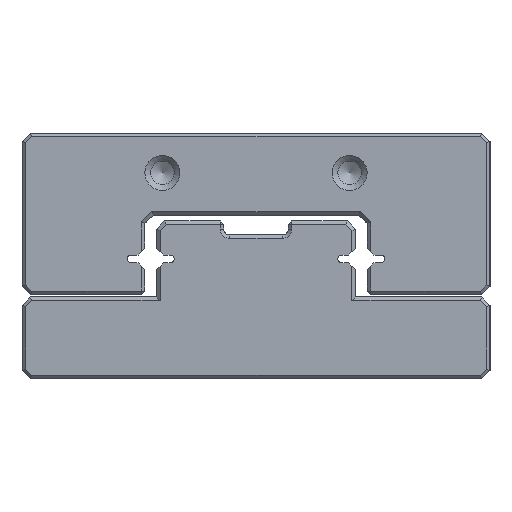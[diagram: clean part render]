
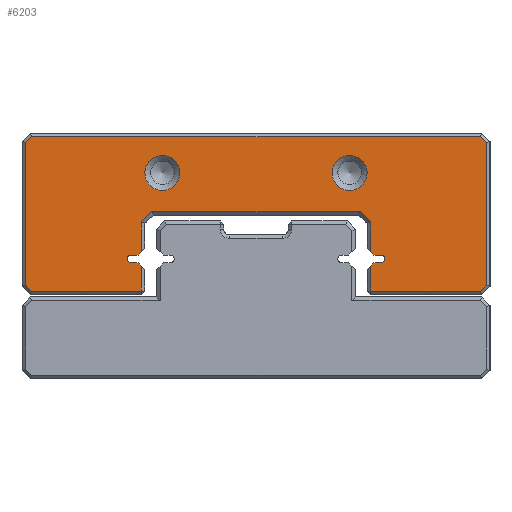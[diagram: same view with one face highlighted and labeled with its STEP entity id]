
A CAD part, left-side view. The second image highlights one B-rep face of the part: STEP entity #6203.
In plain terms, the highlighted planar face has unit normal (-1, 0, 0).
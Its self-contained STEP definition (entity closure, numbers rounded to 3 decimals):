
#5152=FACE_BOUND('',#9634,.T.);
#5153=FACE_BOUND('',#9635,.T.);
#5154=FACE_BOUND('',#9636,.T.);
#5710=CIRCLE('',#26698,0.333);
#5729=CIRCLE('',#26725,0.333);
#5733=CIRCLE('',#26735,1.5);
#5734=CIRCLE('',#26736,1.5);
#6203=ADVANCED_FACE('',(#5152,#5153,#5154),#7413,.T.);
#7413=PLANE('',#26737);
#9634=EDGE_LOOP('',(#12651,#12652,#12653,#12654,#12655,#12656,#12657,#12658,
#12659,#12660,#12661,#12662,#12663,#12664,#12665,#12666,#12667,#12668,#12669,
#12670,#12671,#12672,#12673,#12674,#12675,#12676));
#9635=EDGE_LOOP('',(#12677));
#9636=EDGE_LOOP('',(#12678));
#12651=ORIENTED_EDGE('',*,*,#19933,.F.);
#12652=ORIENTED_EDGE('',*,*,#19974,.T.);
#12653=ORIENTED_EDGE('',*,*,#19975,.T.);
#12654=ORIENTED_EDGE('',*,*,#19976,.T.);
#12655=ORIENTED_EDGE('',*,*,#19977,.T.);
#12656=ORIENTED_EDGE('',*,*,#19978,.T.);
#12657=ORIENTED_EDGE('',*,*,#19886,.F.);
#12658=ORIENTED_EDGE('',*,*,#19880,.F.);
#12659=ORIENTED_EDGE('',*,*,#19877,.F.);
#12660=ORIENTED_EDGE('',*,*,#19874,.F.);
#12661=ORIENTED_EDGE('',*,*,#19872,.F.);
#12662=ORIENTED_EDGE('',*,*,#19979,.T.);
#12663=ORIENTED_EDGE('',*,*,#19980,.T.);
#12664=ORIENTED_EDGE('',*,*,#19981,.T.);
#12665=ORIENTED_EDGE('',*,*,#19982,.T.);
#12666=ORIENTED_EDGE('',*,*,#19983,.T.);
#12667=ORIENTED_EDGE('',*,*,#19984,.T.);
#12668=ORIENTED_EDGE('',*,*,#19985,.T.);
#12669=ORIENTED_EDGE('',*,*,#19986,.T.);
#12670=ORIENTED_EDGE('',*,*,#19987,.T.);
#12671=ORIENTED_EDGE('',*,*,#19988,.T.);
#12672=ORIENTED_EDGE('',*,*,#19989,.T.);
#12673=ORIENTED_EDGE('',*,*,#19947,.F.);
#12674=ORIENTED_EDGE('',*,*,#19941,.F.);
#12675=ORIENTED_EDGE('',*,*,#19938,.F.);
#12676=ORIENTED_EDGE('',*,*,#19935,.F.);
#12677=ORIENTED_EDGE('',*,*,#19990,.T.);
#12678=ORIENTED_EDGE('',*,*,#19991,.T.);
#17646=VERTEX_POINT('',#35734);
#17647=VERTEX_POINT('',#35736);
#17648=VERTEX_POINT('',#35740);
#17650=VERTEX_POINT('',#35746);
#17652=VERTEX_POINT('',#35752);
#17657=VERTEX_POINT('',#35764);
#17701=VERTEX_POINT('',#35858);
#17702=VERTEX_POINT('',#35860);
#17703=VERTEX_POINT('',#35864);
#17705=VERTEX_POINT('',#35870);
#17707=VERTEX_POINT('',#35876);
#17712=VERTEX_POINT('',#35888);
#17735=VERTEX_POINT('',#35942);
#17736=VERTEX_POINT('',#35944);
#17737=VERTEX_POINT('',#35946);
#17738=VERTEX_POINT('',#35948);
#17739=VERTEX_POINT('',#35951);
#17740=VERTEX_POINT('',#35953);
#17741=VERTEX_POINT('',#35955);
#17742=VERTEX_POINT('',#35957);
#17743=VERTEX_POINT('',#35959);
#17744=VERTEX_POINT('',#35961);
#17745=VERTEX_POINT('',#35963);
#17746=VERTEX_POINT('',#35965);
#17747=VERTEX_POINT('',#35967);
#17748=VERTEX_POINT('',#35969);
#17749=VERTEX_POINT('',#35972);
#17750=VERTEX_POINT('',#35974);
#19872=EDGE_CURVE('',#17646,#17647,#22496,.T.);
#19874=EDGE_CURVE('',#17647,#17648,#22498,.T.);
#19877=EDGE_CURVE('',#17648,#17650,#5710,.T.);
#19880=EDGE_CURVE('',#17650,#17652,#22502,.T.);
#19886=EDGE_CURVE('',#17652,#17657,#22508,.T.);
#19933=EDGE_CURVE('',#17701,#17702,#22538,.T.);
#19935=EDGE_CURVE('',#17702,#17703,#22540,.T.);
#19938=EDGE_CURVE('',#17703,#17705,#5729,.T.);
#19941=EDGE_CURVE('',#17705,#17707,#22544,.T.);
#19947=EDGE_CURVE('',#17707,#17712,#22550,.T.);
#19974=EDGE_CURVE('',#17701,#17735,#22575,.T.);
#19975=EDGE_CURVE('',#17735,#17736,#22576,.T.);
#19976=EDGE_CURVE('',#17736,#17737,#22577,.T.);
#19977=EDGE_CURVE('',#17737,#17738,#22578,.T.);
#19978=EDGE_CURVE('',#17738,#17657,#22579,.T.);
#19979=EDGE_CURVE('',#17646,#17739,#22580,.T.);
#19980=EDGE_CURVE('',#17739,#17740,#22581,.T.);
#19981=EDGE_CURVE('',#17740,#17741,#22582,.T.);
#19982=EDGE_CURVE('',#17741,#17742,#22583,.T.);
#19983=EDGE_CURVE('',#17742,#17743,#22584,.T.);
#19984=EDGE_CURVE('',#17743,#17744,#22585,.T.);
#19985=EDGE_CURVE('',#17744,#17745,#22586,.T.);
#19986=EDGE_CURVE('',#17745,#17746,#22587,.T.);
#19987=EDGE_CURVE('',#17746,#17747,#22588,.T.);
#19988=EDGE_CURVE('',#17747,#17748,#22589,.T.);
#19989=EDGE_CURVE('',#17748,#17712,#22590,.T.);
#19990=EDGE_CURVE('',#17749,#17749,#5733,.T.);
#19991=EDGE_CURVE('',#17750,#17750,#5734,.T.);
#22496=LINE('',#35735,#24744);
#22498=LINE('',#35739,#24746);
#22502=LINE('',#35751,#24750);
#22508=LINE('',#35763,#24756);
#22538=LINE('',#35859,#24786);
#22540=LINE('',#35863,#24788);
#22544=LINE('',#35875,#24792);
#22550=LINE('',#35887,#24798);
#22575=LINE('',#35941,#24823);
#22576=LINE('',#35943,#24824);
#22577=LINE('',#35945,#24825);
#22578=LINE('',#35947,#24826);
#22579=LINE('',#35949,#24827);
#22580=LINE('',#35950,#24828);
#22581=LINE('',#35952,#24829);
#22582=LINE('',#35954,#24830);
#22583=LINE('',#35956,#24831);
#22584=LINE('',#35958,#24832);
#22585=LINE('',#35960,#24833);
#22586=LINE('',#35962,#24834);
#22587=LINE('',#35964,#24835);
#22588=LINE('',#35966,#24836);
#22589=LINE('',#35968,#24837);
#22590=LINE('',#35970,#24838);
#24744=VECTOR('',#29470,1.);
#24746=VECTOR('',#29474,1.);
#24750=VECTOR('',#29486,1.);
#24756=VECTOR('',#29494,1.);
#24786=VECTOR('',#29566,1.);
#24788=VECTOR('',#29570,1.);
#24792=VECTOR('',#29582,1.);
#24798=VECTOR('',#29590,1.);
#24823=VECTOR('',#29627,1.);
#24824=VECTOR('',#29628,1.);
#24825=VECTOR('',#29629,1.);
#24826=VECTOR('',#29630,1.);
#24827=VECTOR('',#29631,1.);
#24828=VECTOR('',#29632,1.);
#24829=VECTOR('',#29633,1.);
#24830=VECTOR('',#29634,1.);
#24831=VECTOR('',#29635,1.);
#24832=VECTOR('',#29636,1.);
#24833=VECTOR('',#29637,1.);
#24834=VECTOR('',#29638,1.);
#24835=VECTOR('',#29639,1.);
#24836=VECTOR('',#29640,1.);
#24837=VECTOR('',#29641,1.);
#24838=VECTOR('',#29642,1.);
#26698=AXIS2_PLACEMENT_3D('',#35745,#29479,#29480);
#26725=AXIS2_PLACEMENT_3D('',#35869,#29575,#29576);
#26735=AXIS2_PLACEMENT_3D('',#35971,#29643,#29644);
#26736=AXIS2_PLACEMENT_3D('',#35973,#29645,#29646);
#26737=AXIS2_PLACEMENT_3D('',#35975,#29647,#29648);
#29470=DIRECTION('',(0.,-0.707,0.707));
#29474=DIRECTION('',(0.,-1.,0.));
#29479=DIRECTION('',(-1.,0.,0.));
#29480=DIRECTION('',(0.,0.,-1.));
#29486=DIRECTION('',(0.,1.,0.));
#29494=DIRECTION('',(0.,0.707,0.707));
#29566=DIRECTION('',(0.,0.707,-0.707));
#29570=DIRECTION('',(0.,1.,0.));
#29575=DIRECTION('',(-1.,0.,0.));
#29576=DIRECTION('',(0.,0.,1.));
#29582=DIRECTION('',(0.,-1.,0.));
#29590=DIRECTION('',(0.,-0.707,-0.707));
#29627=DIRECTION('',(0.,0.,1.));
#29628=DIRECTION('',(0.,-0.707,0.707));
#29629=DIRECTION('',(0.,-1.,0.));
#29630=DIRECTION('',(0.,-0.707,-0.707));
#29631=DIRECTION('',(0.,0.,-1.));
#29632=DIRECTION('',(0.,0.,-1.));
#29633=DIRECTION('',(0.,-1.,0.));
#29634=DIRECTION('',(0.,-0.707,0.707));
#29635=DIRECTION('',(0.,0.,1.));
#29636=DIRECTION('',(0.,0.707,0.707));
#29637=DIRECTION('',(0.,1.,0.));
#29638=DIRECTION('',(0.,0.707,-0.707));
#29639=DIRECTION('',(0.,0.,-1.));
#29640=DIRECTION('',(0.,-0.707,-0.707));
#29641=DIRECTION('',(0.,-1.,0.));
#29642=DIRECTION('',(0.,0.,1.));
#29643=DIRECTION('',(1.,0.,0.));
#29644=DIRECTION('',(0.,0.,-1.));
#29645=DIRECTION('',(1.,0.,0.));
#29646=DIRECTION('',(0.,0.,-1.));
#29647=DIRECTION('',(-1.,0.,0.));
#29648=DIRECTION('',(0.,0.,-1.));
#35734=CARTESIAN_POINT('',(80.,10.2,9.636));
#35735=CARTESIAN_POINT('',(80.,10.5,9.336));
#35736=CARTESIAN_POINT('',(80.,9.919,9.917));
#35739=CARTESIAN_POINT('',(80.,9.919,9.917));
#35740=CARTESIAN_POINT('',(80.,9.333,9.917));
#35745=CARTESIAN_POINT('',(80.,9.333,10.25));
#35746=CARTESIAN_POINT('',(80.,9.333,10.583));
#35751=CARTESIAN_POINT('',(80.,9.333,10.583));
#35752=CARTESIAN_POINT('',(80.,9.919,10.583));
#35763=CARTESIAN_POINT('',(80.,9.919,10.583));
#35764=CARTESIAN_POINT('',(80.,10.2,10.864));
#35858=CARTESIAN_POINT('',(80.,29.8,10.864));
#35859=CARTESIAN_POINT('',(80.,29.5,11.164));
#35860=CARTESIAN_POINT('',(80.,30.081,10.583));
#35863=CARTESIAN_POINT('',(80.,30.081,10.583));
#35864=CARTESIAN_POINT('',(80.,30.667,10.583));
#35869=CARTESIAN_POINT('',(80.,30.667,10.25));
#35870=CARTESIAN_POINT('',(80.,30.667,9.917));
#35875=CARTESIAN_POINT('',(80.,30.667,9.917));
#35876=CARTESIAN_POINT('',(80.,30.081,9.917));
#35887=CARTESIAN_POINT('',(80.,30.081,9.917));
#35888=CARTESIAN_POINT('',(80.,29.8,9.636));
#35941=CARTESIAN_POINT('',(80.,29.8,13.3));
#35942=CARTESIAN_POINT('',(80.,29.8,13.424));
#35943=CARTESIAN_POINT('',(80.,29.012,14.212));
#35944=CARTESIAN_POINT('',(80.,28.924,14.3));
#35945=CARTESIAN_POINT('',(80.,11.2,14.3));
#35946=CARTESIAN_POINT('',(80.,11.076,14.3));
#35947=CARTESIAN_POINT('',(80.,10.288,13.512));
#35948=CARTESIAN_POINT('',(80.,10.2,13.424));
#35949=CARTESIAN_POINT('',(80.,10.2,11.164));
#35950=CARTESIAN_POINT('',(80.,10.2,7.2));
#35951=CARTESIAN_POINT('',(80.,10.2,7.5));
#35952=CARTESIAN_POINT('',(80.,0.7,7.5));
#35953=CARTESIAN_POINT('',(80.,0.824,7.5));
#35954=CARTESIAN_POINT('',(80.,3.704,4.62));
#35955=CARTESIAN_POINT('',(80.,0.3,8.024));
#35956=CARTESIAN_POINT('',(80.,0.3,20.3));
#35957=CARTESIAN_POINT('',(80.,0.3,20.176));
#35958=CARTESIAN_POINT('',(80.,-0.146,19.73));
#35959=CARTESIAN_POINT('',(80.,0.824,20.7));
#35960=CARTESIAN_POINT('',(80.,39.3,20.7));
#35961=CARTESIAN_POINT('',(80.,39.176,20.7));
#35962=CARTESIAN_POINT('',(80.,29.48,30.396));
#35963=CARTESIAN_POINT('',(80.,39.7,20.176));
#35964=CARTESIAN_POINT('',(80.,39.7,7.9));
#35965=CARTESIAN_POINT('',(80.,39.7,8.024));
#35966=CARTESIAN_POINT('',(80.,25.63,-6.046));
#35967=CARTESIAN_POINT('',(80.,39.176,7.5));
#35968=CARTESIAN_POINT('',(80.,29.5,7.5));
#35969=CARTESIAN_POINT('',(80.,29.8,7.5));
#35970=CARTESIAN_POINT('',(80.,29.8,9.336));
#35971=CARTESIAN_POINT('',(80.,12.,17.6));
#35972=CARTESIAN_POINT('',(80.,12.,16.1));
#35973=CARTESIAN_POINT('',(80.,28.,17.6));
#35974=CARTESIAN_POINT('',(80.,28.,16.1));
#35975=CARTESIAN_POINT('',(80.,9.333,10.25));
